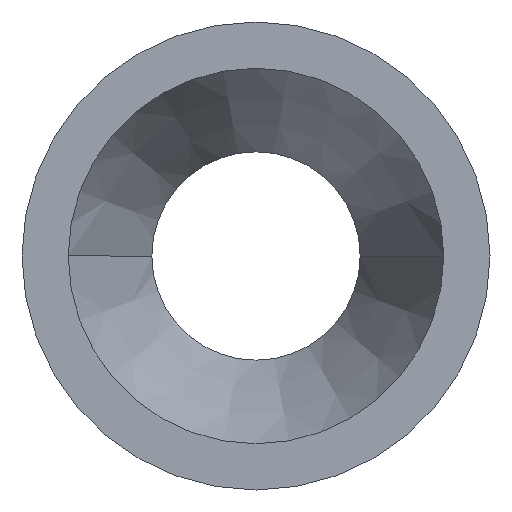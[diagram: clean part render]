
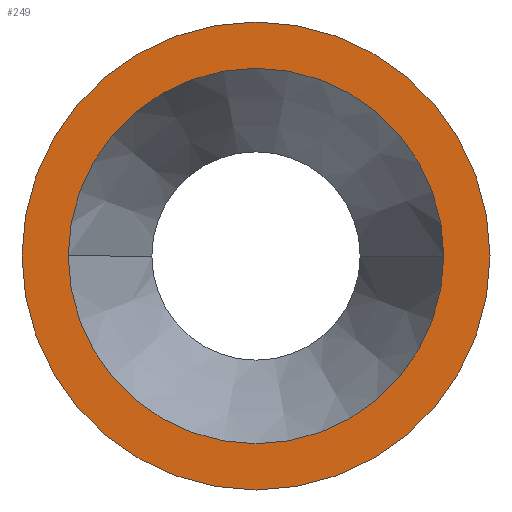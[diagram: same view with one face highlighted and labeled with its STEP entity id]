
A CAD part, left-side view. The second image highlights one B-rep face of the part: STEP entity #249.
In plain terms, the highlighted planar face has unit normal (-1, 0, 0).
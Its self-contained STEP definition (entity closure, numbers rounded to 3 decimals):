
#3 = CARTESIAN_POINT ( 'NONE',  ( 0., 0., 0. ) ) ;
#15 = DIRECTION ( 'NONE',  ( 0., -1., 0. ) ) ;
#19 = VERTEX_POINT ( 'NONE', #239 ) ;
#22 = DIRECTION ( 'NONE',  ( 1., 0., 0. ) ) ;
#26 = EDGE_CURVE ( 'NONE', #144, #224, #336, .T. ) ;
#31 = CIRCLE ( 'NONE', #262, 8.56 ) ;
#40 = EDGE_LOOP ( 'NONE', ( #204, #259 ) ) ;
#47 = DIRECTION ( 'NONE',  ( 1., 0., 0. ) ) ;
#57 = EDGE_CURVE ( 'NONE', #19, #289, #31, .T. ) ;
#63 = CIRCLE ( 'NONE', #80, 8.56 ) ;
#80 = AXIS2_PLACEMENT_3D ( 'NONE', #3, #113, #291 ) ;
#83 = CARTESIAN_POINT ( 'NONE',  ( 0., -8.56, 0. ) ) ;
#86 = DIRECTION ( 'NONE',  ( 0., 1., 0. ) ) ;
#97 = EDGE_CURVE ( 'NONE', #289, #19, #63, .T. ) ;
#113 = DIRECTION ( 'NONE',  ( 1., 0., 0. ) ) ;
#144 = VERTEX_POINT ( 'NONE', #225 ) ;
#148 = ORIENTED_EDGE ( 'NONE', *, *, #57, .T. ) ;
#150 = FACE_BOUND ( 'NONE', #176, .T. ) ;
#176 = EDGE_LOOP ( 'NONE', ( #148, #243 ) ) ;
#177 = CARTESIAN_POINT ( 'NONE',  ( 0., 0., 0. ) ) ;
#179 = DIRECTION ( 'NONE',  ( 1., 0., 0. ) ) ;
#190 = CARTESIAN_POINT ( 'NONE',  ( 0., -10.67, 0. ) ) ;
#204 = ORIENTED_EDGE ( 'NONE', *, *, #26, .F. ) ;
#206 = DIRECTION ( 'NONE',  ( 0., 1., 0. ) ) ;
#217 = AXIS2_PLACEMENT_3D ( 'NONE', #298, #22, #86 ) ;
#224 = VERTEX_POINT ( 'NONE', #190 ) ;
#225 = CARTESIAN_POINT ( 'NONE',  ( 0., 10.67, 0. ) ) ;
#229 = CARTESIAN_POINT ( 'NONE',  ( 0., 0., 0. ) ) ;
#239 = CARTESIAN_POINT ( 'NONE',  ( 0., 8.56, 0. ) ) ;
#242 = PLANE ( 'NONE',  #387 ) ;
#243 = ORIENTED_EDGE ( 'NONE', *, *, #97, .T. ) ;
#248 = CIRCLE ( 'NONE', #217, 10.67 ) ;
#249 = ADVANCED_FACE ( 'NONE', ( #150, #368 ), #242, .T. ) ;
#255 = AXIS2_PLACEMENT_3D ( 'NONE', #229, #179, #385 ) ;
#259 = ORIENTED_EDGE ( 'NONE', *, *, #276, .F. ) ;
#261 = DIRECTION ( 'NONE',  ( -1., 0., 0. ) ) ;
#262 = AXIS2_PLACEMENT_3D ( 'NONE', #177, #47, #206 ) ;
#276 = EDGE_CURVE ( 'NONE', #224, #144, #248, .T. ) ;
#289 = VERTEX_POINT ( 'NONE', #83 ) ;
#291 = DIRECTION ( 'NONE',  ( 0., 1., 0. ) ) ;
#298 = CARTESIAN_POINT ( 'NONE',  ( 0., 0., 0. ) ) ;
#336 = CIRCLE ( 'NONE', #255, 10.67 ) ;
#368 = FACE_OUTER_BOUND ( 'NONE', #40, .T. ) ;
#385 = DIRECTION ( 'NONE',  ( 0., 1., 0. ) ) ;
#387 = AXIS2_PLACEMENT_3D ( 'NONE', #399, #261, #15 ) ;
#399 = CARTESIAN_POINT ( 'NONE',  ( 0., 8.56, 0. ) ) ;
